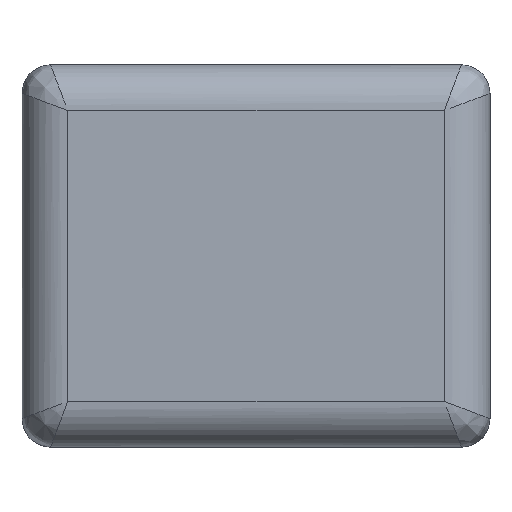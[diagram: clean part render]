
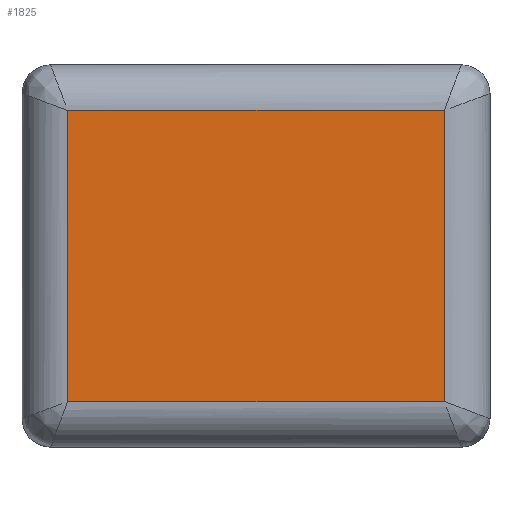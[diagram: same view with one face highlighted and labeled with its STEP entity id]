
A CAD part, left-side view. The second image highlights one B-rep face of the part: STEP entity #1825.
In plain terms, the highlighted planar face has unit normal (-1, 0, 0).
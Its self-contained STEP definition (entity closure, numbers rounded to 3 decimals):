
#24 = DIRECTION ( 'NONE',  ( 0., 0., -1. ) ) ;
#73 = LINE ( 'NONE', #1085, #2272 ) ;
#168 = FACE_OUTER_BOUND ( 'NONE', #1543, .T. ) ;
#217 = DIRECTION ( 'NONE',  ( 0., 0., 1. ) ) ;
#222 = CARTESIAN_POINT ( 'NONE',  ( -0.8, -0.33, 0.08 ) ) ;
#237 = VERTEX_POINT ( 'NONE', #2044 ) ;
#521 = AXIS2_PLACEMENT_3D ( 'NONE', #687, #2187, #906 ) ;
#564 = VECTOR ( 'NONE', #24, 1000. ) ;
#687 = CARTESIAN_POINT ( 'NONE',  ( -0.8, -0.41, 0.67 ) ) ;
#861 = CARTESIAN_POINT ( 'NONE',  ( -0.8, 0.33, 0.67 ) ) ;
#868 = VERTEX_POINT ( 'NONE', #222 ) ;
#899 = ORIENTED_EDGE ( 'NONE', *, *, #1927, .T. ) ;
#906 = DIRECTION ( 'NONE',  ( 0., 0., -1. ) ) ;
#1043 = VERTEX_POINT ( 'NONE', #2101 ) ;
#1085 = CARTESIAN_POINT ( 'NONE',  ( -0.8, -0.41, 0.59 ) ) ;
#1131 = LINE ( 'NONE', #861, #564 ) ;
#1282 = DIRECTION ( 'NONE',  ( 0., 1., 0. ) ) ;
#1476 = CARTESIAN_POINT ( 'NONE',  ( -0.8, -0.33, 0.67 ) ) ;
#1543 = EDGE_LOOP ( 'NONE', ( #2046, #899, #2288, #1670 ) ) ;
#1608 = LINE ( 'NONE', #2377, #2676 ) ;
#1670 = ORIENTED_EDGE ( 'NONE', *, *, #1905, .T. ) ;
#1687 = VECTOR ( 'NONE', #217, 1000. ) ;
#1825 = ADVANCED_FACE ( 'NONE', ( #168 ), #2591, .F. ) ;
#1896 = EDGE_CURVE ( 'NONE', #868, #2707, #2284, .T. ) ;
#1905 = EDGE_CURVE ( 'NONE', #2707, #237, #73, .T. ) ;
#1912 = EDGE_CURVE ( 'NONE', #237, #1043, #1131, .T. ) ;
#1927 = EDGE_CURVE ( 'NONE', #1043, #868, #1608, .T. ) ;
#2030 = CARTESIAN_POINT ( 'NONE',  ( -0.8, -0.33, 0.59 ) ) ;
#2044 = CARTESIAN_POINT ( 'NONE',  ( -0.8, 0.33, 0.59 ) ) ;
#2046 = ORIENTED_EDGE ( 'NONE', *, *, #1912, .T. ) ;
#2101 = CARTESIAN_POINT ( 'NONE',  ( -0.8, 0.33, 0.08 ) ) ;
#2187 = DIRECTION ( 'NONE',  ( 1., 0., 0. ) ) ;
#2272 = VECTOR ( 'NONE', #1282, 1000. ) ;
#2284 = LINE ( 'NONE', #1476, #1687 ) ;
#2288 = ORIENTED_EDGE ( 'NONE', *, *, #1896, .T. ) ;
#2377 = CARTESIAN_POINT ( 'NONE',  ( -0.8, 0., 0.08 ) ) ;
#2575 = DIRECTION ( 'NONE',  ( 0., -1., 0. ) ) ;
#2591 = PLANE ( 'NONE',  #521 ) ;
#2676 = VECTOR ( 'NONE', #2575, 1000. ) ;
#2707 = VERTEX_POINT ( 'NONE', #2030 ) ;
